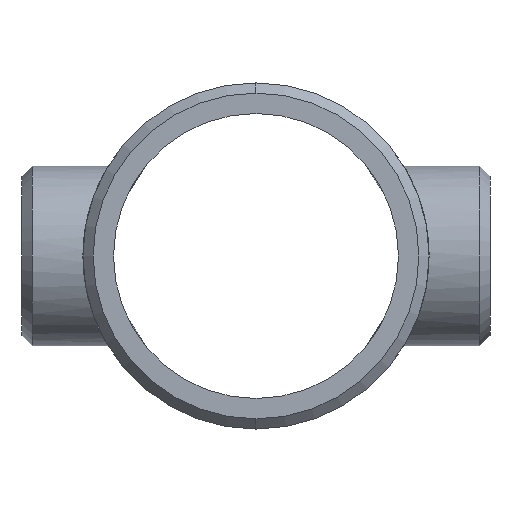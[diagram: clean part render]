
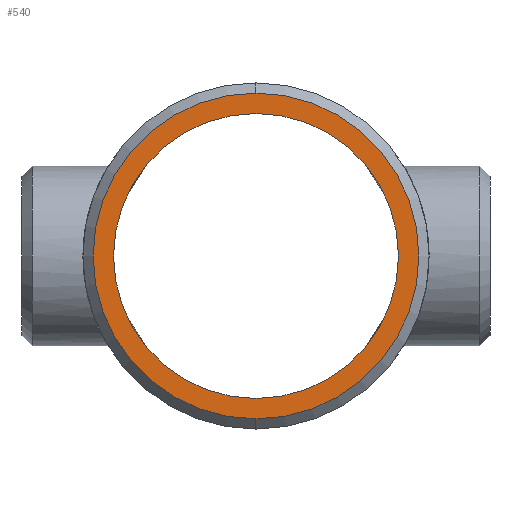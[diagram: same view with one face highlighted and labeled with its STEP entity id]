
A CAD part, left-side view. The second image highlights one B-rep face of the part: STEP entity #540.
In plain terms, the highlighted planar face has unit normal (-1, 0, 0).
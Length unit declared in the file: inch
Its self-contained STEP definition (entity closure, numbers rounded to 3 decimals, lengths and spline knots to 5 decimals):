
#37 = CARTESIAN_POINT ( 'NONE',  ( -10., 0., -6. ) ) ;
#111 = CIRCLE ( 'NONE', #1003, 6. ) ;
#149 = DIRECTION ( 'NONE',  ( 0., 0., -1. ) ) ;
#158 = AXIS2_PLACEMENT_3D ( 'NONE', #1314, #522, #1142 ) ;
#198 = EDGE_LOOP ( 'NONE', ( #1283, #1275 ) ) ;
#201 = DIRECTION ( 'NONE',  ( 0., 0., 1. ) ) ;
#222 = EDGE_LOOP ( 'NONE', ( #865, #1134 ) ) ;
#253 = CARTESIAN_POINT ( 'NONE',  ( -10., 0., 0. ) ) ;
#357 = EDGE_CURVE ( 'NONE', #1221, #740, #480, .T. ) ;
#367 = FACE_OUTER_BOUND ( 'NONE', #198, .T. ) ;
#376 = DIRECTION ( 'NONE',  ( 0., 0., 1. ) ) ;
#385 = EDGE_CURVE ( 'NONE', #740, #1221, #957, .T. ) ;
#393 = DIRECTION ( 'NONE',  ( -1., 0., 0. ) ) ;
#413 = CARTESIAN_POINT ( 'NONE',  ( -10., 0., 0. ) ) ;
#480 = CIRCLE ( 'NONE', #158, 5.25 ) ;
#522 = DIRECTION ( 'NONE',  ( 1., 0., 0. ) ) ;
#540 = ADVANCED_FACE ( 'NONE', ( #367, #922 ), #610, .T. ) ;
#610 = PLANE ( 'NONE',  #933 ) ;
#711 = CARTESIAN_POINT ( 'NONE',  ( -10., 0., 0. ) ) ;
#729 = DIRECTION ( 'NONE',  ( -1., 0., 0. ) ) ;
#740 = VERTEX_POINT ( 'NONE', #1177 ) ;
#838 = VERTEX_POINT ( 'NONE', #37 ) ;
#859 = VERTEX_POINT ( 'NONE', #1162 ) ;
#865 = ORIENTED_EDGE ( 'NONE', *, *, #385, .T. ) ;
#870 = CIRCLE ( 'NONE', #1367, 6. ) ;
#879 = DIRECTION ( 'NONE',  ( 1., 0., 0. ) ) ;
#922 = FACE_BOUND ( 'NONE', #222, .T. ) ;
#933 = AXIS2_PLACEMENT_3D ( 'NONE', #253, #1100, #149 ) ;
#957 = CIRCLE ( 'NONE', #1185, 5.25 ) ;
#999 = EDGE_CURVE ( 'NONE', #838, #859, #870, .T. ) ;
#1003 = AXIS2_PLACEMENT_3D ( 'NONE', #711, #393, #1108 ) ;
#1005 = CARTESIAN_POINT ( 'NONE',  ( -10., 0., -5.25 ) ) ;
#1091 = CARTESIAN_POINT ( 'NONE',  ( -10., 0., 0. ) ) ;
#1100 = DIRECTION ( 'NONE',  ( -1., 0., 0. ) ) ;
#1108 = DIRECTION ( 'NONE',  ( 0., 0., 1. ) ) ;
#1134 = ORIENTED_EDGE ( 'NONE', *, *, #357, .T. ) ;
#1142 = DIRECTION ( 'NONE',  ( 0., 0., 1. ) ) ;
#1162 = CARTESIAN_POINT ( 'NONE',  ( -10., 0., 6. ) ) ;
#1177 = CARTESIAN_POINT ( 'NONE',  ( -10., 0., 5.25 ) ) ;
#1185 = AXIS2_PLACEMENT_3D ( 'NONE', #1091, #879, #376 ) ;
#1215 = EDGE_CURVE ( 'NONE', #859, #838, #111, .T. ) ;
#1221 = VERTEX_POINT ( 'NONE', #1005 ) ;
#1275 = ORIENTED_EDGE ( 'NONE', *, *, #1215, .T. ) ;
#1283 = ORIENTED_EDGE ( 'NONE', *, *, #999, .T. ) ;
#1314 = CARTESIAN_POINT ( 'NONE',  ( -10., 0., 0. ) ) ;
#1367 = AXIS2_PLACEMENT_3D ( 'NONE', #413, #729, #201 ) ;
